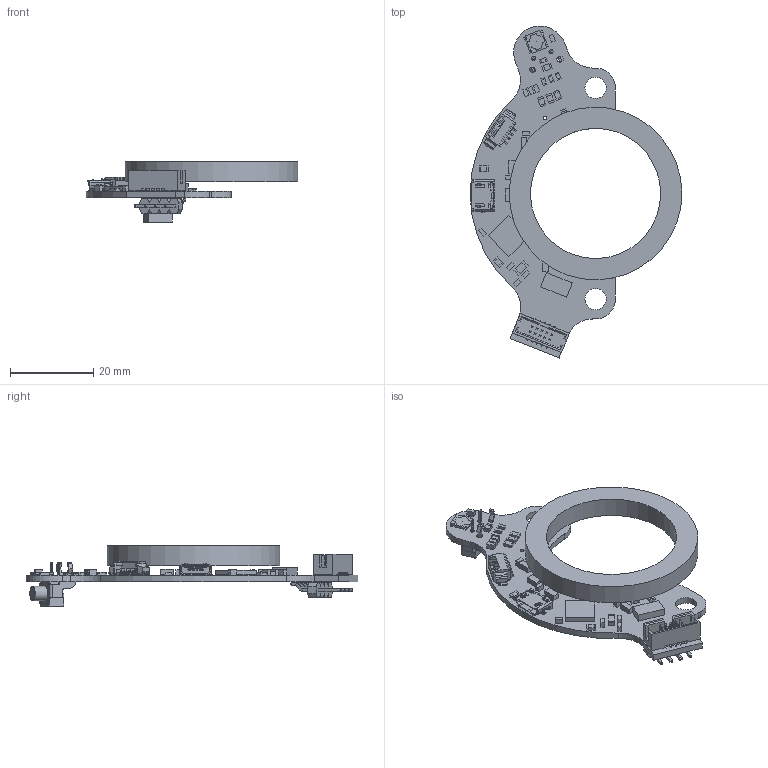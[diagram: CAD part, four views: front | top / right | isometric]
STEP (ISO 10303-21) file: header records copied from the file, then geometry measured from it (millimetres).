
FILE_DESCRIPTION(/* description */ (''),/* implementation_level */ '2;1');
FILE_NAME(/* name */ 'Lamprey2_with_magnet_top_surface.step',/* time_stamp */ '2022-07-01T14:30:06-04:00',/* author */ ('antho'),/* organization */ (''),/* preprocessor_version */ 'ST-DEVELOPER v18',/* originating_system */ 'Autodesk Inventor 2020',/* authorisation */ '');
FILE_SCHEMA (('AUTOMOTIVE_DESIGN { 1 0 10303 214 3 1 1 }'));
Products named in the file (3): Assembly2; Lamprey2; lamprey2_magnet
Assembly tree (2 placements, depth 2):
  Assembly2
    Lamprey2
    lamprey2_magnet
Bounding box: 50.92 x 79.83 x 14.45 mm (x, y, z)
Volume: 5701.4 mm3; surface area: 7822.9 mm2
Topology: 78 solids, 708 shells, 2017 faces, 6923 edges, 5710 vertices
Faces by surface type: plane 1621, bspline 252, cylinder 128, torus 9, sphere 6, cone 1
Full cylindrical faces by diameter (mm): 0.508 x4, 0.888 x3, 0.94 x4, 0.99 x2, 1.296 x2, 3.505 x1, 5.106 x2, 31.318 x1, 41.529 x1
Entity records: 83532 total; most frequent: CARTESIAN_POINT 23097, DIRECTION 11536, ORIENTED_EDGE 10318, EDGE_CURVE 6917, VERTEX_POINT 5710, LINE 5518, VECTOR 5518, AXIS2_PLACEMENT_3D 3009
